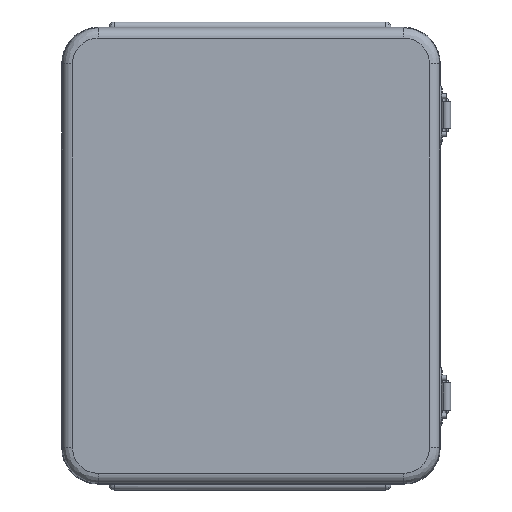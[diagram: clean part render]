
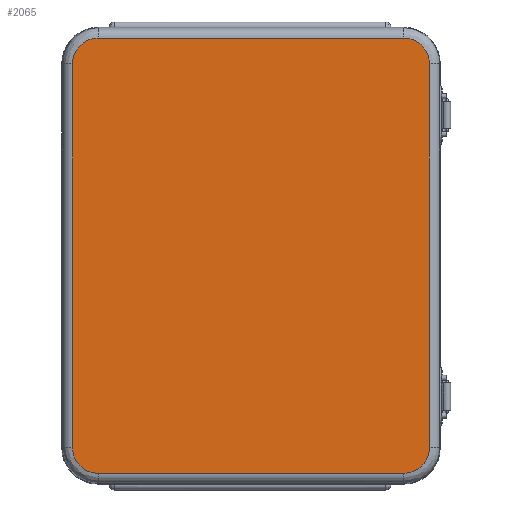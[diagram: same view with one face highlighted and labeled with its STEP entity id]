
A CAD part, top view. The second image highlights one B-rep face of the part: STEP entity #2065.
In plain terms, the highlighted planar face has unit normal (0, 0, 1).
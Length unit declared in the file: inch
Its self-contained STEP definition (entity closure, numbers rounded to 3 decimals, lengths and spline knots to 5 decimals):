
#463 = VECTOR ( 'NONE', #7046, 39.37008 ) ;
#499 = EDGE_CURVE ( 'NONE', #12048, #54061, #14312, .T. ) ;
#882 =( BOUNDED_CURVE ( )  B_SPLINE_CURVE ( 3, ( #27645, #14248, #27266, #4801 ),
 .UNSPECIFIED., .F., .F. ) 
 B_SPLINE_CURVE_WITH_KNOTS ( ( 4, 4 ),
 ( 0., 1. ),
 .UNSPECIFIED. ) 
 CURVE ( )  GEOMETRIC_REPRESENTATION_ITEM ( )  RATIONAL_B_SPLINE_CURVE ( ( 1., 0.805, 0.805, 1. ) ) 
 REPRESENTATION_ITEM ( '' )  );
#2065 = ADVANCED_FACE ( 'NONE', ( #18733 ), #25297, .T. ) ;
#2097 = CARTESIAN_POINT ( 'NONE',  ( 3.82099, -5.40701, 0.21858 ) ) ;
#2321 = VERTEX_POINT ( 'NONE', #36059 ) ;
#2660 = EDGE_CURVE ( 'NONE', #45484, #29606, #5983, .T. ) ;
#2740 = EDGE_CURVE ( 'NONE', #56742, #2321, #882, .T. ) ;
#4539 = ORIENTED_EDGE ( 'NONE', *, *, #2740, .F. ) ;
#4801 = CARTESIAN_POINT ( 'NONE',  ( -3.77201, 5.40701, 0.21858 ) ) ;
#5983 =( BOUNDED_CURVE ( )  B_SPLINE_CURVE ( 3, ( #44395, #30843, #35756, #58374 ),
 .UNSPECIFIED., .F., .F. ) 
 B_SPLINE_CURVE_WITH_KNOTS ( ( 4, 4 ),
 ( 0., 1. ),
 .UNSPECIFIED. ) 
 CURVE ( )  GEOMETRIC_REPRESENTATION_ITEM ( )  RATIONAL_B_SPLINE_CURVE ( ( 1., 0.805, 0.805, 1. ) ) 
 REPRESENTATION_ITEM ( '' )  );
#6704 = CARTESIAN_POINT ( 'NONE',  ( 4.459, 4.769, 0.21858 ) ) ;
#7046 = DIRECTION ( 'NONE',  ( -1., 0., 0. ) ) ;
#8046 = ORIENTED_EDGE ( 'NONE', *, *, #47652, .F. ) ;
#10124 = CARTESIAN_POINT ( 'NONE',  ( -4.41002, -4.769, 0.21858 ) ) ;
#10280 = DIRECTION ( 'NONE',  ( 0., 1., 0. ) ) ;
#11848 = CARTESIAN_POINT ( 'NONE',  ( 0.02449, 0., 0.21858 ) ) ;
#12048 = VERTEX_POINT ( 'NONE', #49952 ) ;
#14060 = CARTESIAN_POINT ( 'NONE',  ( -4.41002, -5.14274, 0.21858 ) ) ;
#14173 = VECTOR ( 'NONE', #33033, 39.37008 ) ;
#14248 = CARTESIAN_POINT ( 'NONE',  ( -4.41002, 5.14274, 0.21858 ) ) ;
#14312 =( BOUNDED_CURVE ( )  B_SPLINE_CURVE ( 3, ( #37103, #41416, #14060, #10124 ),
 .UNSPECIFIED., .F., .F. ) 
 B_SPLINE_CURVE_WITH_KNOTS ( ( 4, 4 ),
 ( 0., 1. ),
 .UNSPECIFIED. ) 
 CURVE ( )  GEOMETRIC_REPRESENTATION_ITEM ( )  RATIONAL_B_SPLINE_CURVE ( ( 1., 0.805, 0.805, 1. ) ) 
 REPRESENTATION_ITEM ( '' )  );
#15824 = ORIENTED_EDGE ( 'NONE', *, *, #44504, .F. ) ;
#16322 = EDGE_CURVE ( 'NONE', #44990, #12048, #51183, .T. ) ;
#17521 = ORIENTED_EDGE ( 'NONE', *, *, #22402, .F. ) ;
#18733 = FACE_OUTER_BOUND ( 'NONE', #38383, .T. ) ;
#19166 = CARTESIAN_POINT ( 'NONE',  ( -4.41002, -2.3845, 0.21858 ) ) ;
#21423 = VECTOR ( 'NONE', #23186, 39.37008 ) ;
#22402 = EDGE_CURVE ( 'NONE', #29606, #26196, #52219, .T. ) ;
#22953 = ORIENTED_EDGE ( 'NONE', *, *, #16322, .F. ) ;
#23186 = DIRECTION ( 'NONE',  ( 1., 0., 0. ) ) ;
#23482 = LINE ( 'NONE', #49144, #21423 ) ;
#25297 = PLANE ( 'NONE',  #34575 ) ;
#26163 = CARTESIAN_POINT ( 'NONE',  ( 4.459, -4.769, 0.21858 ) ) ;
#26196 = VERTEX_POINT ( 'NONE', #26163 ) ;
#26980 = CARTESIAN_POINT ( 'NONE',  ( -4.41002, 4.769, 0.21858 ) ) ;
#27266 = CARTESIAN_POINT ( 'NONE',  ( -4.14575, 5.40701, 0.21858 ) ) ;
#27645 = CARTESIAN_POINT ( 'NONE',  ( -4.41002, 4.769, 0.21858 ) ) ;
#29606 = VERTEX_POINT ( 'NONE', #6704 ) ;
#30843 = CARTESIAN_POINT ( 'NONE',  ( 4.19472, 5.40701, 0.21858 ) ) ;
#31312 =( BOUNDED_CURVE ( )  B_SPLINE_CURVE ( 3, ( #51663, #42412, #56036, #2097 ),
 .UNSPECIFIED., .F., .T. ) 
 B_SPLINE_CURVE_WITH_KNOTS ( ( 4, 4 ),
 ( 0., 1. ),
 .UNSPECIFIED. ) 
 CURVE ( )  GEOMETRIC_REPRESENTATION_ITEM ( )  RATIONAL_B_SPLINE_CURVE ( ( 1., 0.805, 0.805, 1. ) ) 
 REPRESENTATION_ITEM ( '' )  );
#32828 = CARTESIAN_POINT ( 'NONE',  ( 4.459, 2.3845, 0.21858 ) ) ;
#33033 = DIRECTION ( 'NONE',  ( 0., -1., 0. ) ) ;
#34575 = AXIS2_PLACEMENT_3D ( 'NONE', #11848, #38483, #43355 ) ;
#35756 = CARTESIAN_POINT ( 'NONE',  ( 4.459, 5.14274, 0.21858 ) ) ;
#36059 = CARTESIAN_POINT ( 'NONE',  ( -3.77201, 5.40701, 0.21858 ) ) ;
#36922 = CARTESIAN_POINT ( 'NONE',  ( 3.82099, 5.40701, 0.21858 ) ) ;
#37103 = CARTESIAN_POINT ( 'NONE',  ( -3.77201, -5.40701, 0.21858 ) ) ;
#37574 = CARTESIAN_POINT ( 'NONE',  ( 3.82099, -5.40701, 0.21858 ) ) ;
#38383 = EDGE_LOOP ( 'NONE', ( #17521, #44448, #8046, #4539, #15824, #40796, #22953, #43455 ) ) ;
#38483 = DIRECTION ( 'NONE',  ( 0., 0., 1. ) ) ;
#40511 = EDGE_CURVE ( 'NONE', #26196, #44990, #31312, .T. ) ;
#40796 = ORIENTED_EDGE ( 'NONE', *, *, #499, .F. ) ;
#40934 = CARTESIAN_POINT ( 'NONE',  ( -4.41002, -4.769, 0.21858 ) ) ;
#41416 = CARTESIAN_POINT ( 'NONE',  ( -4.14575, -5.40701, 0.21858 ) ) ;
#42115 = VECTOR ( 'NONE', #10280, 39.37008 ) ;
#42412 = CARTESIAN_POINT ( 'NONE',  ( 4.459, -5.14274, 0.21858 ) ) ;
#43355 = DIRECTION ( 'NONE',  ( 1., 0., 0. ) ) ;
#43455 = ORIENTED_EDGE ( 'NONE', *, *, #40511, .F. ) ;
#44395 = CARTESIAN_POINT ( 'NONE',  ( 3.82099, 5.40701, 0.21858 ) ) ;
#44448 = ORIENTED_EDGE ( 'NONE', *, *, #2660, .F. ) ;
#44504 = EDGE_CURVE ( 'NONE', #54061, #56742, #46334, .T. ) ;
#44990 = VERTEX_POINT ( 'NONE', #37574 ) ;
#45484 = VERTEX_POINT ( 'NONE', #36922 ) ;
#46334 = LINE ( 'NONE', #19166, #42115 ) ;
#47652 = EDGE_CURVE ( 'NONE', #2321, #45484, #23482, .T. ) ;
#49144 = CARTESIAN_POINT ( 'NONE',  ( -1.87376, 5.40701, 0.21858 ) ) ;
#49952 = CARTESIAN_POINT ( 'NONE',  ( -3.77201, -5.40701, 0.21858 ) ) ;
#51183 = LINE ( 'NONE', #51512, #463 ) ;
#51512 = CARTESIAN_POINT ( 'NONE',  ( 1.92274, -5.40701, 0.21858 ) ) ;
#51663 = CARTESIAN_POINT ( 'NONE',  ( 4.459, -4.769, 0.21858 ) ) ;
#52219 = LINE ( 'NONE', #32828, #14173 ) ;
#54061 = VERTEX_POINT ( 'NONE', #40934 ) ;
#56036 = CARTESIAN_POINT ( 'NONE',  ( 4.19472, -5.40701, 0.21858 ) ) ;
#56742 = VERTEX_POINT ( 'NONE', #26980 ) ;
#58374 = CARTESIAN_POINT ( 'NONE',  ( 4.459, 4.769, 0.21858 ) ) ;
